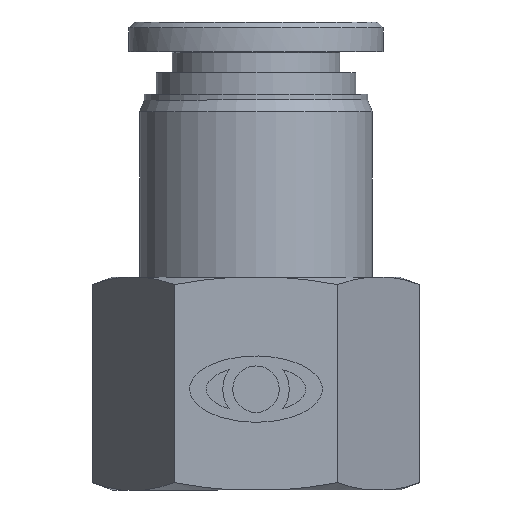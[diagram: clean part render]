
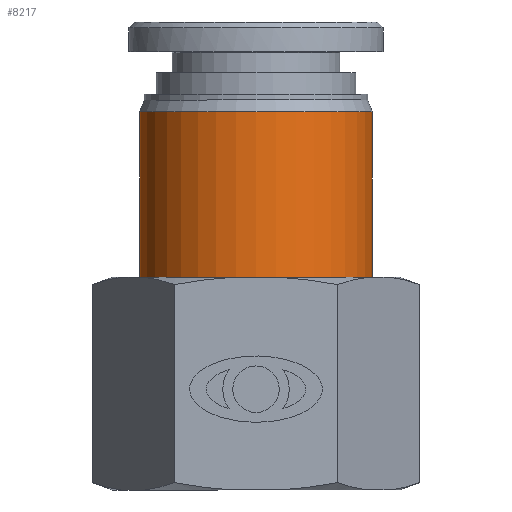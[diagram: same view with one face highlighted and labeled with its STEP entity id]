
A CAD part, front view. The second image highlights one B-rep face of the part: STEP entity #8217.
In plain terms, the highlighted cylindrical face has radius 9.85 mm (diameter 19.7 mm), a full revolution.
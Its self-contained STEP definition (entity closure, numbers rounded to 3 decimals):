
#8109=CARTESIAN_POINT('',(-9.85,18.0,0.0));
#8110=VERTEX_POINT('',#8109);
#8111=CARTESIAN_POINT('',(0.,18.0,0.0));
#8112=DIRECTION('',(0.0,1.0,0.0));
#8113=DIRECTION('',(-1.0,0.0,0.0));
#8114=AXIS2_PLACEMENT_3D('',#8111,#8112,#8113);
#8115=CIRCLE('',#8114,9.85);
#8116=EDGE_CURVE('',#8110,#8110,#8115,.T.);
#8198=CARTESIAN_POINT('',(0.,31.,0.0));
#8199=DIRECTION('',(0.,1.0,0.0));
#8200=DIRECTION('',(-1.0,0.0,0.0));
#8201=AXIS2_PLACEMENT_3D('',#8198,#8199,#8200);
#8202=CYLINDRICAL_SURFACE('',#8201,9.85);
#8203=ORIENTED_EDGE('',*,*,#8116,.T.);
#8204=EDGE_LOOP('',(#8203));
#8205=FACE_OUTER_BOUND('',#8204,.T.);
#8206=CARTESIAN_POINT('',(-9.85,32.,0.0));
#8207=VERTEX_POINT('',#8206);
#8208=CARTESIAN_POINT('',(0.,32.,0.0));
#8209=DIRECTION('',(0.0,1.0,0.0));
#8210=DIRECTION('',(-1.0,0.0,0.0));
#8211=AXIS2_PLACEMENT_3D('',#8208,#8209,#8210);
#8212=CIRCLE('',#8211,9.85);
#8213=EDGE_CURVE('',#8207,#8207,#8212,.T.);
#8214=ORIENTED_EDGE('',*,*,#8213,.F.);
#8215=EDGE_LOOP('',(#8214));
#8216=FACE_BOUND('',#8215,.T.);
#8217=ADVANCED_FACE('',(#8205,#8216),#8202,.T.);
